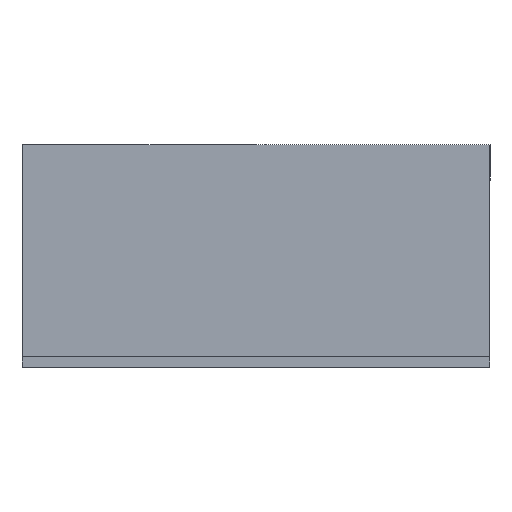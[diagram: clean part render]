
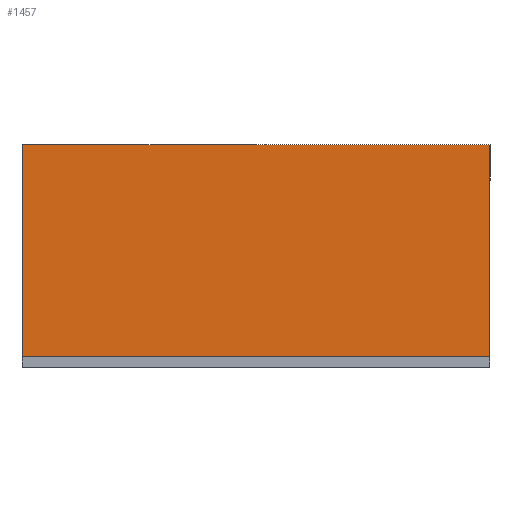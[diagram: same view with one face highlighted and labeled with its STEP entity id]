
A CAD part, front view. The second image highlights one B-rep face of the part: STEP entity #1457.
In plain terms, the highlighted planar face has unit normal (0, -1, 0).
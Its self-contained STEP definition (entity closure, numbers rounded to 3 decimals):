
#52=PLANE('',#1552);
#123=FACE_OUTER_BOUND('',#206,.T.);
#206=EDGE_LOOP('',(#1163,#1164,#1165,#1166));
#274=LINE('',#1980,#471);
#280=LINE('',#1991,#477);
#366=LINE('',#2180,#563);
#367=LINE('',#2181,#564);
#471=VECTOR('',#1618,10.);
#477=VECTOR('',#1626,10.);
#563=VECTOR('',#1760,10.);
#564=VECTOR('',#1761,10.);
#679=VERTEX_POINT('',#1977);
#680=VERTEX_POINT('',#1979);
#684=VERTEX_POINT('',#1989);
#763=VERTEX_POINT('',#2179);
#818=EDGE_CURVE('',#679,#680,#274,.T.);
#824=EDGE_CURVE('',#684,#679,#280,.T.);
#918=EDGE_CURVE('',#763,#684,#366,.T.);
#919=EDGE_CURVE('',#680,#763,#367,.T.);
#1163=ORIENTED_EDGE('',*,*,#824,.F.);
#1164=ORIENTED_EDGE('',*,*,#918,.F.);
#1165=ORIENTED_EDGE('',*,*,#919,.F.);
#1166=ORIENTED_EDGE('',*,*,#818,.F.);
#1457=ADVANCED_FACE('',(#123),#52,.F.);
#1552=AXIS2_PLACEMENT_3D('',#2178,#1758,#1759);
#1618=DIRECTION('',(0.,0.,-1.));
#1626=DIRECTION('',(1.,0.,0.));
#1758=DIRECTION('center_axis',(0.,1.,0.));
#1759=DIRECTION('ref_axis',(0.,0.,1.));
#1760=DIRECTION('',(0.,0.,1.));
#1761=DIRECTION('',(-1.,0.,0.));
#1977=CARTESIAN_POINT('',(33.102,31.027,61.6));
#1979=CARTESIAN_POINT('',(33.102,31.027,31.6));
#1980=CARTESIAN_POINT('',(33.102,31.027,44.1));
#1989=CARTESIAN_POINT('',(-33.113,31.027,61.6));
#1991=CARTESIAN_POINT('',(-31.113,31.027,61.6));
#2178=CARTESIAN_POINT('Origin',(-31.113,31.027,61.6));
#2179=CARTESIAN_POINT('',(-33.113,31.027,31.6));
#2180=CARTESIAN_POINT('',(-33.113,31.027,44.1));
#2181=CARTESIAN_POINT('',(-31.113,31.027,31.6));
